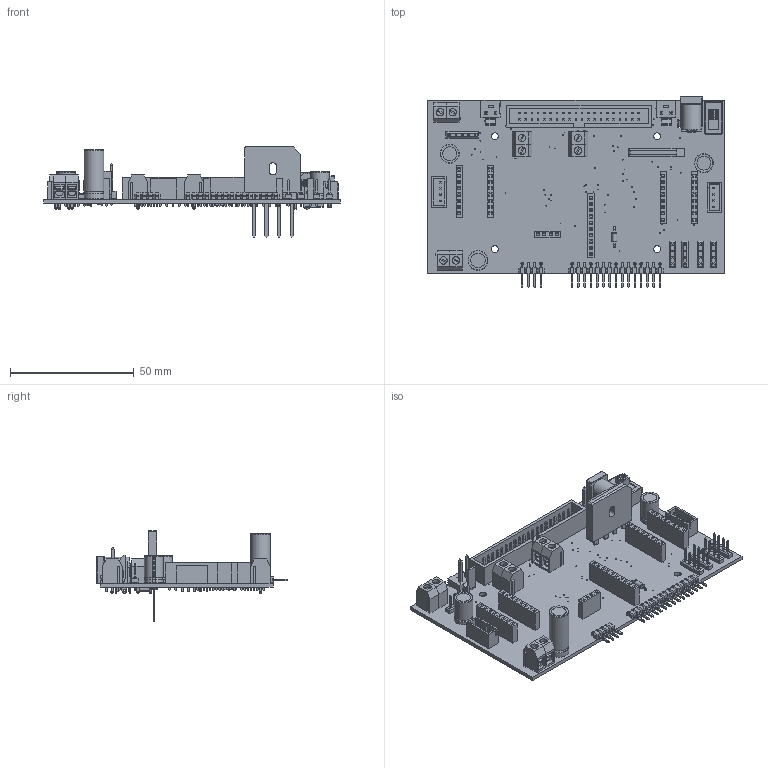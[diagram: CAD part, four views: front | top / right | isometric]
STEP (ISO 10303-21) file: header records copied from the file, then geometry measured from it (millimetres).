
FILE_DESCRIPTION(/* description */ (''),/* implementation_level */ '2;1');
FILE_NAME(/* name */ 'RILey-PCB_V2.0.step',/* time_stamp */ '2022-06-17T15:43:15+02:00',/* author */ (''),/* organization */ (''),/* preprocessor_version */ 'ST-DEVELOPER v19',/* originating_system */ 'Autodesk Translation Framework v11.7.0.108',/* authorisation */ '');
FILE_SCHEMA (('AUTOMOTIVE_DESIGN { 1 0 10303 214 3 1 1 }'));
Products named in the file (50): RILey PCB V2.0; Board; Packages; FE04-1; FE10-1; MA05-1_S; CAPPRD250W50D655H1250; CAPPRD250W50D655H1250_1; Model; ELECTROLYTIC_CAPACITOR; Model (1); 733980-62; DS-210 v1; B4B-XH-A_LF__SN_; JST XH 4 B4B-XH-A v1; DIODE-BRIDGE; MC-254-40-00-ST-DIP; MC-254-40-00-ST-DIP v1; Model (2); TSOP6_SOT457; Model (3); ZENER-TH; Model (4); FE08-1; 1812L300MR; Model (5); 2920L400/15MR; Model (6); MA04-1W; Model (7); MA15-1W; Model (8); MA04-1_S; KK41791-4020_2-PIN; Molex-kk-396 v2; KK41791-4020_2-PIN_1; Molex-kk-396 v2_1; 1; 1000-SERIES(SPDT); SS-12M11G3 v2 ...
Assembly tree (68 placements, depth 5):
  RILey PCB V2.0
    Board
    Packages
      FE04-1
      FE10-1
      MA05-1_S
      CAPPRD250W50D655H1250
        Model
      CAPPRD250W50D655H1250_1
        Model
      ELECTROLYTIC_CAPACITOR
        Model (1)
      733980-62
        DS-210 v1
      B4B-XH-A_LF__SN_  x2
        JST XH 4 B4B-XH-A v1
      DIODE-BRIDGE
      MC-254-40-00-ST-DIP
        MC-254-40-00-ST-DIP v1
          Model (2)
      TSOP6_SOT457
        Model (3)
      ZENER-TH
        Model (4)
      FE08-1  x4
      1812L300MR
        Model (5)
      2920L400/15MR
        Model (6)
      MA04-1W
        Model (7)
      MA15-1W
        Model (8)
      MA04-1_S  x4
      KK41791-4020_2-PIN
        Molex-kk-396 v2
          1
      KK41791-4020_2-PIN_1
        Molex-kk-396 v2_1
          1
      1000-SERIES(SPDT)
        SS-12M11G3 v2
      W237-102
        Schraubklemme_Blau_300V_16A_2P v1
          Schraubklemme_Blau_300V_16A  x2
      W237-102_1
        Schraubklemme_Blau_300V_16A_2P v1_1
          Schraubklemme_Blau_300V_16A  x2
      W237-102_2
        Schraubklemme_Blau_300V_16A_2P v1_2
          Schraubklemme_Blau_300V_16A  x2
      W237-102_3
        Schraubklemme_Blau_300V_16A_2P v1_3
          Schraubklemme_Blau_300V_16A  x2
      2,8  x4
Bounding box: 120 x 77.07 x 36.8 mm (x, y, z)
Volume: 27163.6 mm3; surface area: 38928.1 mm2
Topology: 108 solids, 108 shells, 4495 faces, 10302 edges, 6348 vertices
Faces by surface type: plane 3794, cylinder 586, torus 52, sphere 45, bspline 15, cone 3
Full cylindrical faces by diameter (mm): 0.17 x1, 0.35 x69, 0.6 x6, 0.65 x4, 0.7 x8, 1 x41, 1.016 x19, 1.055 x21, 1.082 x1, 1.1 x8, 1.155 x46, 1.194 x8, 1.2 x1, 1.3 x1, 1.5 x4, 1.68 x3, 1.707 x4, 2 x6, 2.8 x4, 3 x11, 5.573 x2, 5.867 x1, 6.4 x1, 7.6 x4, 8 x2
Entity records: 89046 total; most frequent: CARTESIAN_POINT 15230, DIRECTION 14699, ORIENTED_EDGE 14322, EDGE_CURVE 7161, LINE 6003, VECTOR 6003, VERTEX_POINT 4382, AXIS2_PLACEMENT_3D 4348
